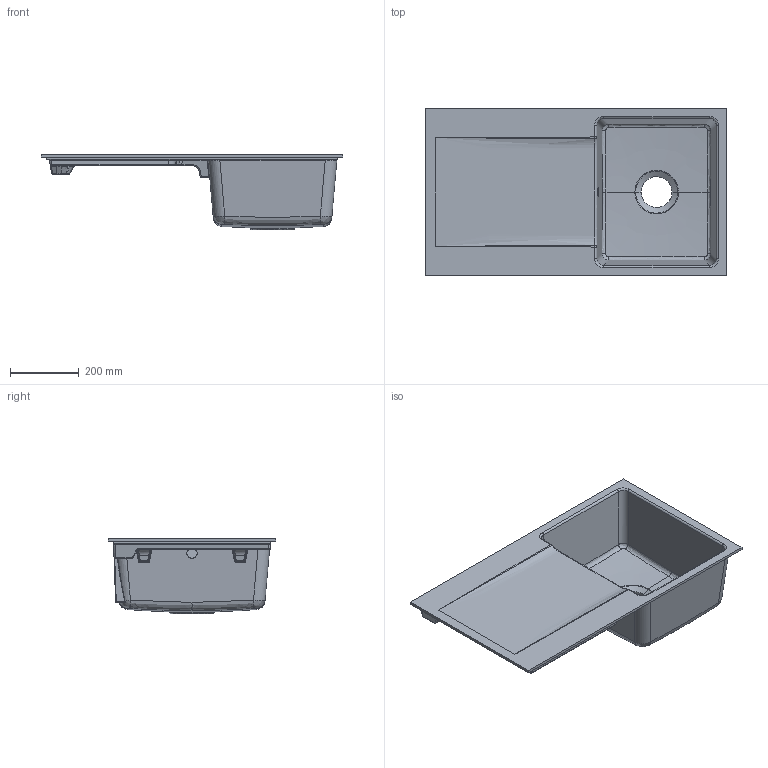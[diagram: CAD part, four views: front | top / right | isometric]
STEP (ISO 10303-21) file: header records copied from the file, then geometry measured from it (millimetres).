
FILE_DESCRIPTION(/* description */ (''),/* implementation_level */ '2;1');
FILE_NAME(/* name */ '33350F_33351F_33352F.stp',/* time_stamp */ '2022-07-12T09:07:01+02:00',/* author */ (''),/* organization */ (''),/* preprocessor_version */ 'ST-DEVELOPER v18.1',/* originating_system */ 'SIEMENS PLM Software NX 1973',/* authorisation */ '');
FILE_SCHEMA (('AUTOMOTIVE_DESIGN { 1 0 10303 214 3 1 1 1 }'));
Length unit declared in the file: millimetre
Products named in the file (1): rupp63C8EE96w7v5
Bounding box: 880 x 490 x 220 mm (x, y, z)
Volume: 10478377.2 mm3; surface area: 1627008.4 mm2
Topology: 1 solids, 1 shells, 591 faces, 1426 edges, 816 vertices
Faces by surface type: bspline 254, cylinder 163, plane 106, torus 28, sphere 21, cone 19
Full cylindrical faces by diameter (mm): 14 x2, 22 x1, 30 x1, 90 x1
Entity records: 24664 total; most frequent: CARTESIAN_POINT 12527, ORIENTED_EDGE 2776, DIRECTION 2255, EDGE_CURVE 1388, AXIS2_PLACEMENT_3D 929, VERTEX_POINT 806, EDGE_LOOP 612, ADVANCED_FACE 591
